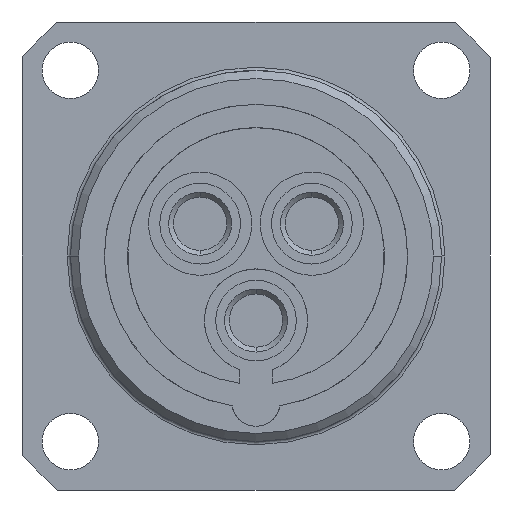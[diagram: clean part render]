
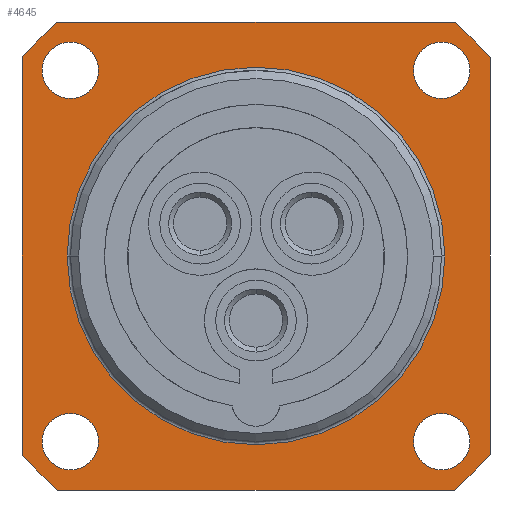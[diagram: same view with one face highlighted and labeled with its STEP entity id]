
A CAD part, left-side view. The second image highlights one B-rep face of the part: STEP entity #4645.
In plain terms, the highlighted planar face has unit normal (-1, 0, 0).
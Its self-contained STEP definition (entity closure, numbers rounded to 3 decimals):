
#239=CARTESIAN_POINT('',(10.8,0.,0.));
#240=DIRECTION('',(1.,0.,0.));
#241=DIRECTION('',(0.,0.646,-0.763));
#242=AXIS2_PLACEMENT_3D('',#239,#240,#241);
#244=DIRECTION('',(0.,0.,1.));
#245=VECTOR('',#244,24.556);
#246=CARTESIAN_POINT('',(10.8,14.5,-12.278));
#247=LINE('949',#246,#245);
#248=CARTESIAN_POINT('',(10.8,0.,0.));
#249=DIRECTION('',(1.,0.,0.));
#250=DIRECTION('',(0.,0.763,0.646));
#251=AXIS2_PLACEMENT_3D('',#248,#249,#250);
#253=DIRECTION('',(0.,-1.,0.));
#254=VECTOR('',#253,24.556);
#255=CARTESIAN_POINT('',(10.8,12.278,14.5));
#256=LINE('951',#255,#254);
#257=CARTESIAN_POINT('',(10.8,0.,0.));
#258=DIRECTION('',(1.,0.,0.));
#259=DIRECTION('',(0.,-0.646,0.763));
#260=AXIS2_PLACEMENT_3D('',#257,#258,#259);
#262=DIRECTION('',(0.,0.,-1.));
#263=VECTOR('',#262,24.556);
#264=CARTESIAN_POINT('',(10.8,-14.5,12.278));
#265=LINE('953',#264,#263);
#266=CARTESIAN_POINT('',(10.8,0.,0.));
#267=DIRECTION('',(1.,0.,0.));
#268=DIRECTION('',(0.,-0.763,-0.646));
#269=AXIS2_PLACEMENT_3D('',#266,#267,#268);
#271=DIRECTION('',(0.,1.,0.));
#272=VECTOR('',#271,24.556);
#273=CARTESIAN_POINT('',(10.8,-12.278,-14.5));
#274=LINE('955',#273,#272);
#275=CARTESIAN_POINT('',(10.8,11.5,11.5));
#276=DIRECTION('',(-1.,0.,0.));
#277=DIRECTION('',(0.,-1.,0.));
#278=AXIS2_PLACEMENT_3D('',#275,#276,#277);
#280=CARTESIAN_POINT('',(10.8,11.5,11.5));
#281=DIRECTION('',(-1.,0.,0.));
#282=DIRECTION('',(0.,1.,0.));
#283=AXIS2_PLACEMENT_3D('',#280,#281,#282);
#285=CARTESIAN_POINT('',(10.8,-11.5,11.5));
#286=DIRECTION('',(-1.,0.,0.));
#287=DIRECTION('',(0.,-1.,0.));
#288=AXIS2_PLACEMENT_3D('',#285,#286,#287);
#290=CARTESIAN_POINT('',(10.8,-11.5,11.5));
#291=DIRECTION('',(-1.,0.,0.));
#292=DIRECTION('',(0.,1.,0.));
#293=AXIS2_PLACEMENT_3D('',#290,#291,#292);
#295=CARTESIAN_POINT('',(10.8,-11.5,-11.5));
#296=DIRECTION('',(-1.,0.,0.));
#297=DIRECTION('',(0.,-1.,0.));
#298=AXIS2_PLACEMENT_3D('',#295,#296,#297);
#300=CARTESIAN_POINT('',(10.8,-11.5,-11.5));
#301=DIRECTION('',(-1.,0.,0.));
#302=DIRECTION('',(0.,1.,0.));
#303=AXIS2_PLACEMENT_3D('',#300,#301,#302);
#305=CARTESIAN_POINT('',(10.8,11.5,-11.5));
#306=DIRECTION('',(-1.,0.,0.));
#307=DIRECTION('',(0.,-1.,0.));
#308=AXIS2_PLACEMENT_3D('',#305,#306,#307);
#310=CARTESIAN_POINT('',(10.8,11.5,-11.5));
#311=DIRECTION('',(-1.,0.,0.));
#312=DIRECTION('',(0.,1.,0.));
#313=AXIS2_PLACEMENT_3D('',#310,#311,#312);
#315=CARTESIAN_POINT('',(10.8,0.,0.));
#316=DIRECTION('',(-1.,0.,0.));
#317=DIRECTION('',(0.,1.,0.));
#318=AXIS2_PLACEMENT_3D('',#315,#316,#317);
#320=CARTESIAN_POINT('',(10.8,0.,0.));
#321=DIRECTION('',(-1.,0.,0.));
#322=DIRECTION('',(0.,1.,-0.007));
#323=AXIS2_PLACEMENT_3D('',#320,#321,#322);
#325=CARTESIAN_POINT('',(10.8,0.,0.));
#326=DIRECTION('',(-1.,0.,0.));
#327=DIRECTION('',(0.,-1.,0.));
#328=AXIS2_PLACEMENT_3D('',#325,#326,#327);
#330=CARTESIAN_POINT('',(10.8,0.,0.));
#331=DIRECTION('',(-1.,0.,0.));
#332=DIRECTION('',(0.,-1.,0.007));
#333=AXIS2_PLACEMENT_3D('',#330,#331,#332);
#3655=CARTESIAN_POINT('',(10.8,-11.7,0.));
#3656=VERTEX_POINT('',#3655);
#3657=CARTESIAN_POINT('',(10.8,11.7,-0.079));
#3658=VERTEX_POINT('',#3657);
#3659=CARTESIAN_POINT('',(10.8,11.7,0.));
#3660=VERTEX_POINT('',#3659);
#3661=CARTESIAN_POINT('',(10.8,-11.7,0.079));
#3662=VERTEX_POINT('',#3661);
#3663=CARTESIAN_POINT('',(10.8,12.278,-14.5));
#3664=CARTESIAN_POINT('',(10.8,14.5,-12.278));
#3665=VERTEX_POINT('',#3663);
#3666=VERTEX_POINT('',#3664);
#3667=CARTESIAN_POINT('',(10.8,14.5,12.278));
#3668=VERTEX_POINT('',#3667);
#3669=CARTESIAN_POINT('',(10.8,12.278,14.5));
#3670=VERTEX_POINT('',#3669);
#3671=CARTESIAN_POINT('',(10.8,-12.278,14.5));
#3672=VERTEX_POINT('',#3671);
#3673=CARTESIAN_POINT('',(10.8,-14.5,12.278));
#3674=VERTEX_POINT('',#3673);
#3675=CARTESIAN_POINT('',(10.8,-14.5,-12.278));
#3676=VERTEX_POINT('',#3675);
#3677=CARTESIAN_POINT('',(10.8,-12.278,-14.5));
#3678=VERTEX_POINT('',#3677);
#3679=CARTESIAN_POINT('',(10.8,9.75,11.5));
#3680=CARTESIAN_POINT('',(10.8,13.25,11.5));
#3681=VERTEX_POINT('',#3679);
#3682=VERTEX_POINT('',#3680);
#3683=CARTESIAN_POINT('',(10.8,-13.25,11.5));
#3684=CARTESIAN_POINT('',(10.8,-9.75,11.5));
#3685=VERTEX_POINT('',#3683);
#3686=VERTEX_POINT('',#3684);
#3687=CARTESIAN_POINT('',(10.8,-13.25,-11.5));
#3688=CARTESIAN_POINT('',(10.8,-9.75,-11.5));
#3689=VERTEX_POINT('',#3687);
#3690=VERTEX_POINT('',#3688);
#3691=CARTESIAN_POINT('',(10.8,9.75,-11.5));
#3692=CARTESIAN_POINT('',(10.8,13.25,-11.5));
#3693=VERTEX_POINT('',#3691);
#3694=VERTEX_POINT('',#3692);
#4592=CARTESIAN_POINT('',(10.8,0.,0.));
#4593=DIRECTION('',(-1.,0.,0.));
#4594=DIRECTION('',(0.,0.,1.));
#4595=AXIS2_PLACEMENT_3D('',#4592,#4593,#4594);
#4596=PLANE('309',#4595);
#4598=ORIENTED_EDGE('948',*,*,#4597,.T.);
#4600=ORIENTED_EDGE('949',*,*,#4599,.T.);
#4602=ORIENTED_EDGE('950',*,*,#4601,.T.);
#4604=ORIENTED_EDGE('951',*,*,#4603,.T.);
#4606=ORIENTED_EDGE('952',*,*,#4605,.T.);
#4608=ORIENTED_EDGE('953',*,*,#4607,.T.);
#4610=ORIENTED_EDGE('954',*,*,#4609,.T.);
#4612=ORIENTED_EDGE('955',*,*,#4611,.T.);
#4613=EDGE_LOOP('309',(#4598,#4600,#4602,#4604,#4606,#4608,#4610,#4612));
#4614=FACE_OUTER_BOUND('309',#4613,.F.);
#4616=ORIENTED_EDGE('956',*,*,#4615,.T.);
#4618=ORIENTED_EDGE('957',*,*,#4617,.T.);
#4619=EDGE_LOOP('309',(#4616,#4618));
#4620=FACE_BOUND('309',#4619,.F.);
#4622=ORIENTED_EDGE('958',*,*,#4621,.T.);
#4624=ORIENTED_EDGE('959',*,*,#4623,.T.);
#4625=EDGE_LOOP('309',(#4622,#4624));
#4626=FACE_BOUND('309',#4625,.F.);
#4628=ORIENTED_EDGE('960',*,*,#4627,.T.);
#4630=ORIENTED_EDGE('961',*,*,#4629,.T.);
#4631=EDGE_LOOP('309',(#4628,#4630));
#4632=FACE_BOUND('309',#4631,.F.);
#4634=ORIENTED_EDGE('962',*,*,#4633,.T.);
#4636=ORIENTED_EDGE('963',*,*,#4635,.T.);
#4637=EDGE_LOOP('309',(#4634,#4636));
#4638=FACE_BOUND('309',#4637,.F.);
#4639=ORIENTED_EDGE('944',*,*,#4559,.T.);
#4640=ORIENTED_EDGE('943',*,*,#4557,.T.);
#4641=ORIENTED_EDGE('947',*,*,#4533,.T.);
#4642=ORIENTED_EDGE('946',*,*,#4531,.T.);
#4643=EDGE_LOOP('309',(#4639,#4640,#4641,#4642));
#4644=FACE_BOUND('309',#4643,.F.);
#243=CIRCLE('948',#242,19.);
#252=CIRCLE('950',#251,19.);
#261=CIRCLE('952',#260,19.);
#270=CIRCLE('954',#269,19.);
#279=CIRCLE('956',#278,1.75);
#284=CIRCLE('957',#283,1.75);
#289=CIRCLE('958',#288,1.75);
#294=CIRCLE('959',#293,1.75);
#299=CIRCLE('960',#298,1.75);
#304=CIRCLE('961',#303,1.75);
#309=CIRCLE('962',#308,1.75);
#314=CIRCLE('963',#313,1.75);
#319=CIRCLE('944',#318,11.7);
#324=CIRCLE('943',#323,11.7);
#329=CIRCLE('947',#328,11.7);
#334=CIRCLE('946',#333,11.7);
#4531=EDGE_CURVE('946',#3662,#3660,#334,.T.);
#4533=EDGE_CURVE('947',#3656,#3662,#329,.T.);
#4557=EDGE_CURVE('943',#3658,#3656,#324,.T.);
#4559=EDGE_CURVE('944',#3660,#3658,#319,.T.);
#4597=EDGE_CURVE('948',#3665,#3666,#243,.T.);
#4599=EDGE_CURVE('949',#3666,#3668,#247,.T.);
#4601=EDGE_CURVE('950',#3668,#3670,#252,.T.);
#4603=EDGE_CURVE('951',#3670,#3672,#256,.T.);
#4605=EDGE_CURVE('952',#3672,#3674,#261,.T.);
#4607=EDGE_CURVE('953',#3674,#3676,#265,.T.);
#4609=EDGE_CURVE('954',#3676,#3678,#270,.T.);
#4611=EDGE_CURVE('955',#3678,#3665,#274,.T.);
#4615=EDGE_CURVE('956',#3681,#3682,#279,.T.);
#4617=EDGE_CURVE('957',#3682,#3681,#284,.T.);
#4621=EDGE_CURVE('958',#3685,#3686,#289,.T.);
#4623=EDGE_CURVE('959',#3686,#3685,#294,.T.);
#4627=EDGE_CURVE('960',#3689,#3690,#299,.T.);
#4629=EDGE_CURVE('961',#3690,#3689,#304,.T.);
#4633=EDGE_CURVE('962',#3693,#3694,#309,.T.);
#4635=EDGE_CURVE('963',#3694,#3693,#314,.T.);
#4645=ADVANCED_FACE('309',(#4614,#4620,#4626,#4632,#4638,#4644),#4596,.T.);
